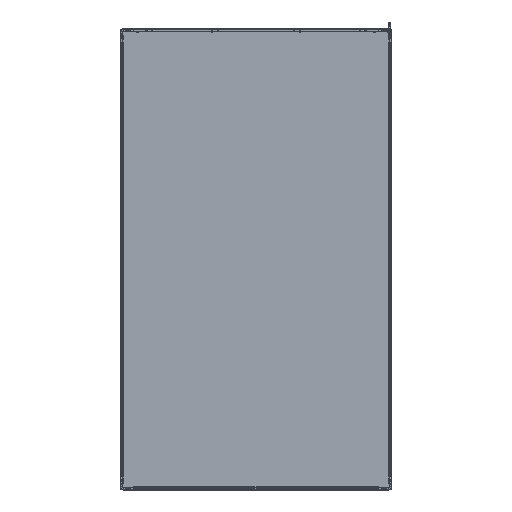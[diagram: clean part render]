
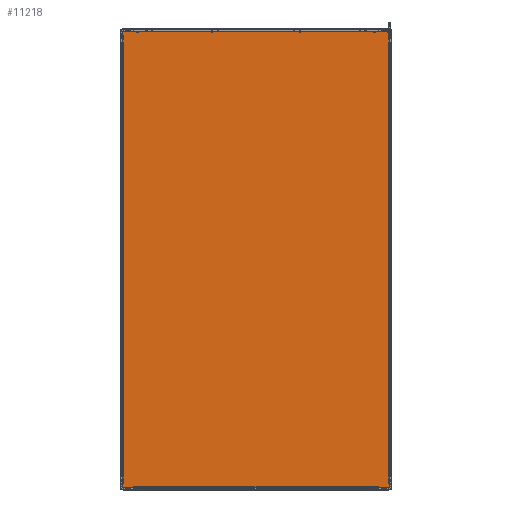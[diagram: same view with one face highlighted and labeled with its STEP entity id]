
A CAD part, top view. The second image highlights one B-rep face of the part: STEP entity #11218.
In plain terms, the highlighted face is planar.
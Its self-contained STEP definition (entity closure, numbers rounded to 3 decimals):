
#10999=CARTESIAN_POINT('',(795.5,4.,-464.5));
#11000=DIRECTION('',(0.,1.,0.));
#11001=DIRECTION('',(1.,0.,0.));
#11002=AXIS2_PLACEMENT_3D('',#10999,#11000,#11001);
#11004=DIRECTION('',(0.,0.,-1.));
#11005=VECTOR('',#11004,929.);
#11006=CARTESIAN_POINT('',(803.,4.,464.5));
#11007=LINE('',#11006,#11005);
#11008=CARTESIAN_POINT('',(795.5,4.,464.5));
#11009=DIRECTION('',(0.,1.,0.));
#11010=DIRECTION('',(0.,0.,1.));
#11011=AXIS2_PLACEMENT_3D('',#11008,#11009,#11010);
#11013=DIRECTION('',(1.,0.,0.));
#11014=VECTOR('',#11013,1591.);
#11015=CARTESIAN_POINT('',(-795.5,4.,472.));
#11016=LINE('',#11015,#11014);
#11017=CARTESIAN_POINT('',(-795.5,4.,464.5));
#11018=DIRECTION('',(0.,1.,0.));
#11019=DIRECTION('',(-1.,0.,0.));
#11020=AXIS2_PLACEMENT_3D('',#11017,#11018,#11019);
#11022=DIRECTION('',(0.,0.,1.));
#11023=VECTOR('',#11022,929.);
#11024=CARTESIAN_POINT('',(-803.,4.,-464.5));
#11025=LINE('',#11024,#11023);
#11026=CARTESIAN_POINT('',(-795.5,4.,-464.5));
#11027=DIRECTION('',(0.,1.,0.));
#11028=DIRECTION('',(0.,0.,-1.));
#11029=AXIS2_PLACEMENT_3D('',#11026,#11027,#11028);
#11031=DIRECTION('',(-1.,0.,0.));
#11032=VECTOR('',#11031,1591.);
#11033=CARTESIAN_POINT('',(795.5,4.,-472.));
#11034=LINE('',#11033,#11032);
#11039=CARTESIAN_POINT('',(803.,4.,-464.5));
#11040=VERTEX_POINT('',#11039);
#11041=CARTESIAN_POINT('',(795.5,4.,-472.));
#11042=VERTEX_POINT('',#11041);
#11047=CARTESIAN_POINT('',(-795.5,4.,-472.));
#11048=VERTEX_POINT('',#11047);
#11049=CARTESIAN_POINT('',(-803.,4.,-464.5));
#11050=VERTEX_POINT('',#11049);
#11055=CARTESIAN_POINT('',(795.5,4.,472.));
#11056=VERTEX_POINT('',#11055);
#11057=CARTESIAN_POINT('',(803.,4.,464.5));
#11058=VERTEX_POINT('',#11057);
#11063=CARTESIAN_POINT('',(-803.,4.,464.5));
#11064=VERTEX_POINT('',#11063);
#11065=CARTESIAN_POINT('',(-795.5,4.,472.));
#11066=VERTEX_POINT('',#11065);
#11203=CARTESIAN_POINT('',(0.,4.,0.));
#11204=DIRECTION('',(0.,1.,0.));
#11205=DIRECTION('',(1.,0.,0.));
#11206=AXIS2_PLACEMENT_3D('',#11203,#11204,#11205);
#11207=PLANE('',#11206);
#11208=ORIENTED_EDGE('',*,*,#11099,.F.);
#11209=ORIENTED_EDGE('',*,*,#11115,.F.);
#11210=ORIENTED_EDGE('',*,*,#11128,.F.);
#11211=ORIENTED_EDGE('',*,*,#11143,.F.);
#11212=ORIENTED_EDGE('',*,*,#11156,.F.);
#11213=ORIENTED_EDGE('',*,*,#11169,.F.);
#11214=ORIENTED_EDGE('',*,*,#11184,.F.);
#11215=ORIENTED_EDGE('',*,*,#11196,.F.);
#11216=EDGE_LOOP('',(#11208,#11209,#11210,#11211,#11212,#11213,#11214,#11215));
#11217=FACE_OUTER_BOUND('',#11216,.F.);
#11003=CIRCLE('',#11002,7.5);
#11012=CIRCLE('',#11011,7.5);
#11021=CIRCLE('',#11020,7.5);
#11030=CIRCLE('',#11029,7.5);
#11099=EDGE_CURVE('',#11040,#11042,#11003,.T.);
#11115=EDGE_CURVE('',#11058,#11040,#11007,.T.);
#11128=EDGE_CURVE('',#11056,#11058,#11012,.T.);
#11143=EDGE_CURVE('',#11066,#11056,#11016,.T.);
#11156=EDGE_CURVE('',#11064,#11066,#11021,.T.);
#11169=EDGE_CURVE('',#11050,#11064,#11025,.T.);
#11184=EDGE_CURVE('',#11048,#11050,#11030,.T.);
#11196=EDGE_CURVE('',#11042,#11048,#11034,.T.);
#11218=ADVANCED_FACE('',(#11217),#11207,.T.);
